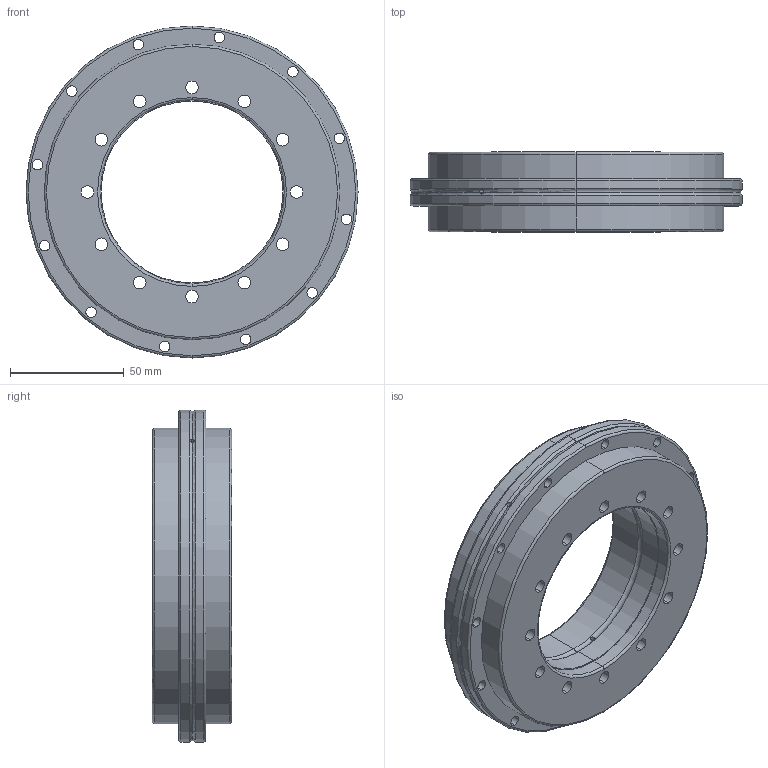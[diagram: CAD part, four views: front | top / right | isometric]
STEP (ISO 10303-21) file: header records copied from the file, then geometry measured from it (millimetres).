
FILE_DESCRIPTION (( 'STEP AP214' ), '1' );
FILE_NAME ('YRT80.STEP', '2015-03-04T06:09:06', ( 'User' ), ( 'china' ), 'SwSTEP 2.0', 'SolidWorks 2010', '' );
FILE_SCHEMA (( 'AUTOMOTIVE_DESIGN' ));
Length unit declared in the file: millimetre
Products named in the file (1): YRT80
Bounding box: 146 x 35 x 146 mm (x, y, z)
Volume: 312683.6 mm3; surface area: 55801.2 mm2
Topology: 1 solids, 1 shells, 131 faces, 334 edges, 210 vertices
Faces by surface type: cylinder 90, torus 20, plane 19, bspline 2
Entity records: 4606 total; most frequent: CARTESIAN_POINT 1124, DIRECTION 812, ORIENTED_EDGE 668, AXIS2_PLACEMENT_3D 360, EDGE_CURVE 334, CIRCLE 230, VERTEX_POINT 210, EDGE_LOOP 186
